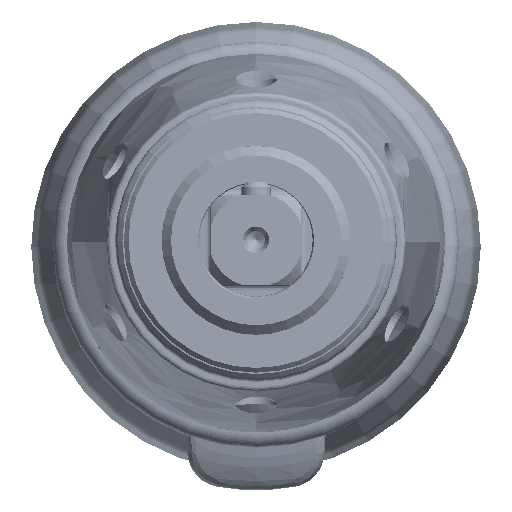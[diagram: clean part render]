
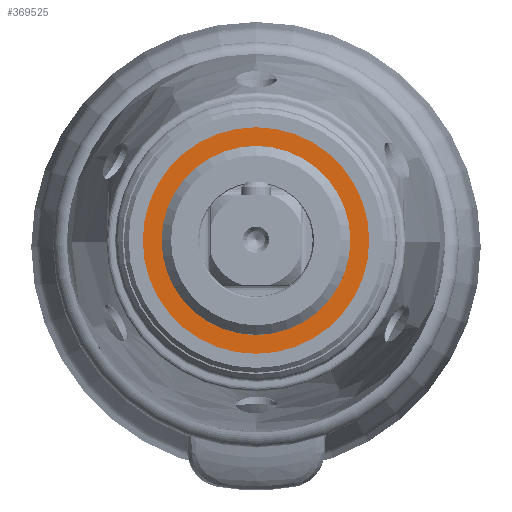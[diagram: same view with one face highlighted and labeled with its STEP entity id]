
A CAD part, top view. The second image highlights one B-rep face of the part: STEP entity #369525.
In plain terms, the highlighted planar face has unit normal (0, 0, 1).
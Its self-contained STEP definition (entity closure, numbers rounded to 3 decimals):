
#369320=CARTESIAN_POINT('',(0.,0.,3.));
#369321=DIRECTION('',(0.,0.,1.));
#369322=DIRECTION('',(0.,-1.,0.));
#369323=AXIS2_PLACEMENT_3D('',#369320,#369321,#369322);
#369328=CARTESIAN_POINT('',(0.,0.,3.));
#369329=DIRECTION('',(0.,0.,-1.));
#369330=DIRECTION('',(0.,-1.,0.));
#369331=AXIS2_PLACEMENT_3D('',#369328,#369329,#369330);
#369336=CARTESIAN_POINT('',(0.,0.,3.));
#369337=DIRECTION('',(0.,0.,-1.));
#369338=DIRECTION('',(0.,-1.,0.));
#369339=AXIS2_PLACEMENT_3D('',#369336,#369337,#369338);
#369358=CARTESIAN_POINT('',(0.,0.,3.));
#369359=DIRECTION('',(0.,0.,1.));
#369360=DIRECTION('',(0.,-1.,0.));
#369361=AXIS2_PLACEMENT_3D('',#369358,#369359,#369360);
#369443=CARTESIAN_POINT('',(0.,-12.,3.));
#369445=VERTEX_POINT('',#369443);
#369446=CARTESIAN_POINT('',(0.,-9.225,3.));
#369448=VERTEX_POINT('',#369446);
#369455=CARTESIAN_POINT('',(0.,12.,3.));
#369457=VERTEX_POINT('',#369455);
#369458=CARTESIAN_POINT('',(0.,9.225,3.));
#369460=VERTEX_POINT('',#369458);
#369510=CARTESIAN_POINT('',(0.,0.,3.));
#369511=DIRECTION('',(0.,0.,-1.));
#369512=DIRECTION('',(0.,1.,0.));
#369513=AXIS2_PLACEMENT_3D('',#369510,#369511,#369512);
#369514=PLANE('',#369513);
#369515=ORIENTED_EDGE('',*,*,#369495,.F.);
#369516=ORIENTED_EDGE('',*,*,#369477,.T.);
#369517=EDGE_LOOP('',(#369515,#369516));
#369518=FACE_OUTER_BOUND('',#369517,.F.);
#369520=ORIENTED_EDGE('',*,*,#369519,.F.);
#369522=ORIENTED_EDGE('',*,*,#369521,.T.);
#369523=EDGE_LOOP('',(#369520,#369522));
#369524=FACE_BOUND('',#369523,.F.);
#369525=ADVANCED_FACE('',(#369518,#369524),#369514,.F.);
#369324=CIRCLE('',#369323,12.);
#369332=CIRCLE('',#369331,12.);
#369340=CIRCLE('',#369339,9.225);
#369362=CIRCLE('',#369361,9.225);
#369477=EDGE_CURVE('',#369445,#369457,#369332,.T.);
#369495=EDGE_CURVE('',#369445,#369457,#369324,.T.);
#369519=EDGE_CURVE('',#369448,#369460,#369340,.T.);
#369521=EDGE_CURVE('',#369448,#369460,#369362,.T.);
